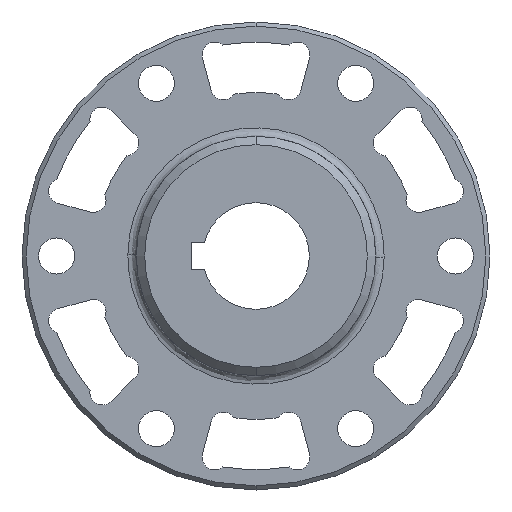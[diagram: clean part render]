
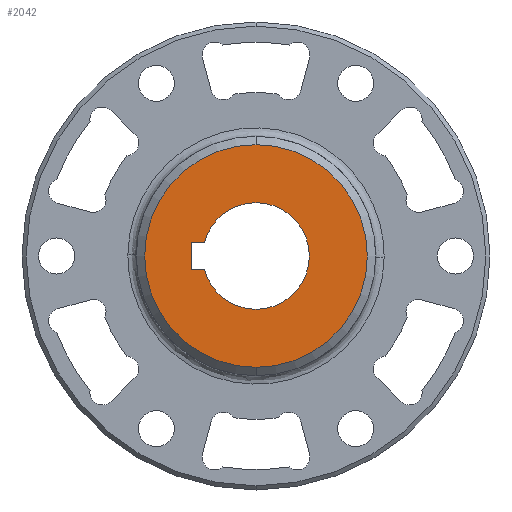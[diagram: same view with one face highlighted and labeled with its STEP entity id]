
A CAD part, left-side view. The second image highlights one B-rep face of the part: STEP entity #2042.
In plain terms, the highlighted planar face has unit normal (-1, 0, 0).
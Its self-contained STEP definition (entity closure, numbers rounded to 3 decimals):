
#12 = AXIS2_PLACEMENT_3D ( 'NONE', #2800, #1258, #3059 ) ;
#46 = VERTEX_POINT ( 'NONE', #2399 ) ;
#82 = EDGE_CURVE ( 'NONE', #46, #2331, #273, .T. ) ;
#97 = FACE_OUTER_BOUND ( 'NONE', #1380, .T. ) ;
#189 = FACE_BOUND ( 'NONE', #1192, .T. ) ;
#194 = CARTESIAN_POINT ( 'NONE',  ( 0., 0., -13.295 ) ) ;
#228 = CARTESIAN_POINT ( 'NONE',  ( 0., 0., 13.295 ) ) ;
#234 = VECTOR ( 'NONE', #3093, 1000. ) ;
#273 = CIRCLE ( 'NONE', #2377, 6.363 ) ;
#361 = CIRCLE ( 'NONE', #12, 13.295 ) ;
#373 = VERTEX_POINT ( 'NONE', #3129 ) ;
#376 = DIRECTION ( 'NONE',  ( 1., 0., 0. ) ) ;
#438 = CIRCLE ( 'NONE', #926, 13.295 ) ;
#845 = VERTEX_POINT ( 'NONE', #963 ) ;
#887 = CARTESIAN_POINT ( 'NONE',  ( 0., 7.749, -1.587 ) ) ;
#926 = AXIS2_PLACEMENT_3D ( 'NONE', #1946, #376, #2214 ) ;
#963 = CARTESIAN_POINT ( 'NONE',  ( 0., 7.749, 1.588 ) ) ;
#986 = AXIS2_PLACEMENT_3D ( 'NONE', #1430, #3228, #1697 ) ;
#1192 = EDGE_LOOP ( 'NONE', ( #2766, #1615, #1324, #1970, #2307, #3255 ) ) ;
#1204 = DIRECTION ( 'NONE',  ( 0., 0., 1. ) ) ;
#1218 = CIRCLE ( 'NONE', #986, 6.363 ) ;
#1258 = DIRECTION ( 'NONE',  ( 1., 0., 0. ) ) ;
#1274 = VECTOR ( 'NONE', #2455, 1000. ) ;
#1294 = VERTEX_POINT ( 'NONE', #228 ) ;
#1324 = ORIENTED_EDGE ( 'NONE', *, *, #82, .T. ) ;
#1353 = DIRECTION ( 'NONE',  ( 0., 0., -1. ) ) ;
#1380 = EDGE_LOOP ( 'NONE', ( #3097, #1893 ) ) ;
#1430 = CARTESIAN_POINT ( 'NONE',  ( 0., 0., 0. ) ) ;
#1497 = AXIS2_PLACEMENT_3D ( 'NONE', #3231, #2749, #1204 ) ;
#1550 = LINE ( 'NONE', #1803, #234 ) ;
#1614 = DIRECTION ( 'NONE',  ( 1., 0., 0. ) ) ;
#1615 = ORIENTED_EDGE ( 'NONE', *, *, #2444, .T. ) ;
#1642 = AXIS2_PLACEMENT_3D ( 'NONE', #1877, #1614, #1353 ) ;
#1655 = DIRECTION ( 'NONE',  ( 0., -1., 0. ) ) ;
#1697 = DIRECTION ( 'NONE',  ( 0., 0., -1. ) ) ;
#1803 = CARTESIAN_POINT ( 'NONE',  ( 0., 7.749, 0. ) ) ;
#1871 = EDGE_CURVE ( 'NONE', #2262, #2382, #2757, .T. ) ;
#1877 = CARTESIAN_POINT ( 'NONE',  ( 0., 0., 0. ) ) ;
#1893 = ORIENTED_EDGE ( 'NONE', *, *, #2534, .F. ) ;
#1946 = CARTESIAN_POINT ( 'NONE',  ( 0., 0., 0. ) ) ;
#1970 = ORIENTED_EDGE ( 'NONE', *, *, #2559, .T. ) ;
#1992 = LINE ( 'NONE', #3193, #2080 ) ;
#2042 = ADVANCED_FACE ( 'NONE', ( #189, #97 ), #2506, .T. ) ;
#2080 = VECTOR ( 'NONE', #1655, 1000. ) ;
#2081 = DIRECTION ( 'NONE',  ( 0., 0., -1. ) ) ;
#2090 = DIRECTION ( 'NONE',  ( 1., 0., 0. ) ) ;
#2102 = CARTESIAN_POINT ( 'NONE',  ( 0., 0., 0. ) ) ;
#2154 = CARTESIAN_POINT ( 'NONE',  ( 0., 6.161, -1.588 ) ) ;
#2214 = DIRECTION ( 'NONE',  ( 0., 0., -1. ) ) ;
#2262 = VERTEX_POINT ( 'NONE', #2315 ) ;
#2307 = ORIENTED_EDGE ( 'NONE', *, *, #1871, .T. ) ;
#2315 = CARTESIAN_POINT ( 'NONE',  ( 0., 0., -6.363 ) ) ;
#2331 = VERTEX_POINT ( 'NONE', #2642 ) ;
#2377 = AXIS2_PLACEMENT_3D ( 'NONE', #2102, #2090, #2081 ) ;
#2382 = VERTEX_POINT ( 'NONE', #2154 ) ;
#2399 = CARTESIAN_POINT ( 'NONE',  ( 0., 6.161, 1.588 ) ) ;
#2444 = EDGE_CURVE ( 'NONE', #845, #46, #1992, .T. ) ;
#2455 = DIRECTION ( 'NONE',  ( 0., 1., 0. ) ) ;
#2506 = PLANE ( 'NONE',  #1497 ) ;
#2534 = EDGE_CURVE ( 'NONE', #1294, #3237, #438, .T. ) ;
#2559 = EDGE_CURVE ( 'NONE', #2331, #2262, #1218, .T. ) ;
#2642 = CARTESIAN_POINT ( 'NONE',  ( 0., 0., 6.363 ) ) ;
#2646 = LINE ( 'NONE', #887, #1274 ) ;
#2749 = DIRECTION ( 'NONE',  ( -1., 0., 0. ) ) ;
#2757 = CIRCLE ( 'NONE', #1642, 6.363 ) ;
#2766 = ORIENTED_EDGE ( 'NONE', *, *, #3341, .T. ) ;
#2800 = CARTESIAN_POINT ( 'NONE',  ( 0., 0., 0. ) ) ;
#2994 = EDGE_CURVE ( 'NONE', #2382, #373, #2646, .T. ) ;
#3059 = DIRECTION ( 'NONE',  ( 0., 0., -1. ) ) ;
#3093 = DIRECTION ( 'NONE',  ( 0., 0., 1. ) ) ;
#3097 = ORIENTED_EDGE ( 'NONE', *, *, #3243, .F. ) ;
#3129 = CARTESIAN_POINT ( 'NONE',  ( 0., 7.749, -1.587 ) ) ;
#3193 = CARTESIAN_POINT ( 'NONE',  ( 0., 6.161, 1.587 ) ) ;
#3228 = DIRECTION ( 'NONE',  ( 1., 0., 0. ) ) ;
#3231 = CARTESIAN_POINT ( 'NONE',  ( 0., 0., 0. ) ) ;
#3237 = VERTEX_POINT ( 'NONE', #194 ) ;
#3243 = EDGE_CURVE ( 'NONE', #3237, #1294, #361, .T. ) ;
#3255 = ORIENTED_EDGE ( 'NONE', *, *, #2994, .T. ) ;
#3341 = EDGE_CURVE ( 'NONE', #373, #845, #1550, .T. ) ;
